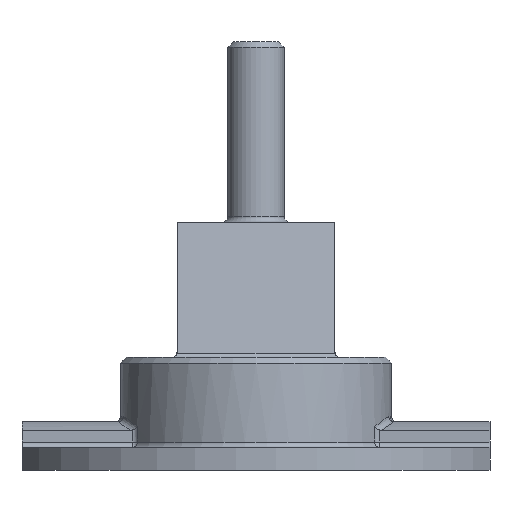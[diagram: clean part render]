
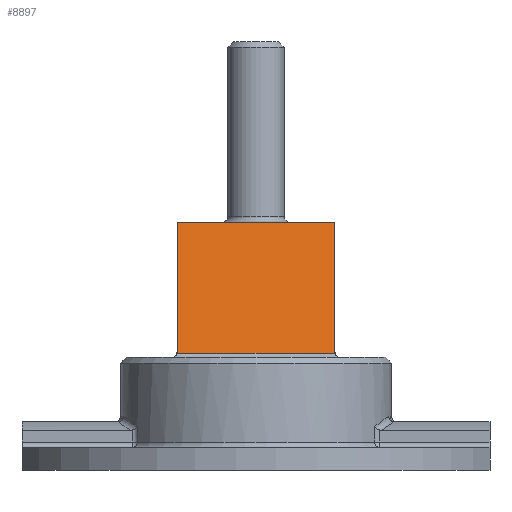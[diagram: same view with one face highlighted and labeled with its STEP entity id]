
A CAD part, front view. The second image highlights one B-rep face of the part: STEP entity #8897.
In plain terms, the highlighted planar face has unit normal (0, -0.976, 0.216).
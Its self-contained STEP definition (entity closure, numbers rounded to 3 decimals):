
#2781 = PLANE('',#2782);
#2782 = AXIS2_PLACEMENT_3D('',#2783,#2784,#2785);
#2783 = CARTESIAN_POINT('',(88.9,39.896,127.));
#2784 = DIRECTION('',(-1.,0.,0.));
#2785 = DIRECTION('',(0.,-1.,0.));
#6783 = PLANE('',#6784);
#6784 = AXIS2_PLACEMENT_3D('',#6785,#6786,#6787);
#6785 = CARTESIAN_POINT('',(-88.9,-84.582,127.)
  );
#6786 = DIRECTION('',(1.,0.,0.));
#6787 = DIRECTION('',(-0.,1.,0.));
#7796 = VERTEX_POINT('',#7797);
#7797 = CARTESIAN_POINT('',(-88.9,-50.796,279.4)
  );
#7806 = PLANE('',#7807);
#7807 = AXIS2_PLACEMENT_3D('',#7808,#7809,#7810);
#7808 = CARTESIAN_POINT('',(0.,0.,279.4));
#7809 = DIRECTION('',(0.,0.,1.));
#7810 = DIRECTION('',(1.,0.,-0.));
#7825 = EDGE_CURVE('',#7796,#7826,#7828,.T.);
#7826 = VERTEX_POINT('',#7827);
#7827 = CARTESIAN_POINT('',(88.9,-50.796,279.4)
  );
#7828 = SURFACE_CURVE('',#7829,(#7833,#7840),.PCURVE_S1.);
#7829 = LINE('',#7830,#7831);
#7830 = CARTESIAN_POINT('',(0.,-50.796,279.4));
#7831 = VECTOR('',#7832,1.);
#7832 = DIRECTION('',(1.,0.,0.));
#7833 = PCURVE('',#7806,#7834);
#7834 = DEFINITIONAL_REPRESENTATION('',(#7835),#7839);
#7835 = LINE('',#7836,#7837);
#7836 = CARTESIAN_POINT('',(0.,-50.796));
#7837 = VECTOR('',#7838,1.);
#7838 = DIRECTION('',(1.,0.));
#7839 = ( GEOMETRIC_REPRESENTATION_CONTEXT(2) 
PARAMETRIC_REPRESENTATION_CONTEXT() REPRESENTATION_CONTEXT('2D SPACE',''
  ) );
#7840 = PCURVE('',#7841,#7846);
#7841 = PLANE('',#7842);
#7842 = AXIS2_PLACEMENT_3D('',#7843,#7844,#7845);
#7843 = CARTESIAN_POINT('',(0.,-84.582,127.));
#7844 = DIRECTION('',(0.,-0.976,0.216));
#7845 = DIRECTION('',(-1.,0.,0.));
#7846 = DEFINITIONAL_REPRESENTATION('',(#7847),#7851);
#7847 = LINE('',#7848,#7849);
#7848 = CARTESIAN_POINT('',(0.,-156.1));
#7849 = VECTOR('',#7850,1.);
#7850 = DIRECTION('',(-1.,-0.));
#7851 = ( GEOMETRIC_REPRESENTATION_CONTEXT(2) 
PARAMETRIC_REPRESENTATION_CONTEXT() REPRESENTATION_CONTEXT('2D SPACE',''
  ) );
#8541 = CYLINDRICAL_SURFACE('',#8542,6.35);
#8542 = AXIS2_PLACEMENT_3D('',#8543,#8544,#8545);
#8543 = CARTESIAN_POINT('',(0.,-89.678,
    133.35));
#8544 = DIRECTION('',(-1.,0.,0.));
#8545 = DIRECTION('',(0.,0.976,-0.216));
#8569 = CYLINDRICAL_SURFACE('',#8570,6.35);
#8570 = AXIS2_PLACEMENT_3D('',#8571,#8572,#8573);
#8571 = CARTESIAN_POINT('',(-95.25,0.,
    133.35));
#8572 = DIRECTION('',(-0.,1.,0.));
#8573 = DIRECTION('',(1.,0.,0.));
#8716 = CYLINDRICAL_SURFACE('',#8717,6.35);
#8717 = AXIS2_PLACEMENT_3D('',#8718,#8719,#8720);
#8718 = CARTESIAN_POINT('',(95.25,0.,
    133.35));
#8719 = DIRECTION('',(0.,-1.,0.));
#8720 = DIRECTION('',(-1.,0.,0.));
#8734 = VERTEX_POINT('',#8735);
#8735 = CARTESIAN_POINT('',(88.9,-83.174,133.35)
  );
#8780 = EDGE_CURVE('',#8734,#7826,#8781,.T.);
#8781 = SURFACE_CURVE('',#8782,(#8786,#8793),.PCURVE_S1.);
#8782 = LINE('',#8783,#8784);
#8783 = CARTESIAN_POINT('',(88.9,-66.985,206.375));
#8784 = VECTOR('',#8785,1.);
#8785 = DIRECTION('',(0.,0.216,0.976));
#8786 = PCURVE('',#2781,#8787);
#8787 = DEFINITIONAL_REPRESENTATION('',(#8788),#8792);
#8788 = LINE('',#8789,#8790);
#8789 = CARTESIAN_POINT('',(106.881,79.375));
#8790 = VECTOR('',#8791,1.);
#8791 = DIRECTION('',(-0.216,0.976));
#8792 = ( GEOMETRIC_REPRESENTATION_CONTEXT(2) 
PARAMETRIC_REPRESENTATION_CONTEXT() REPRESENTATION_CONTEXT('2D SPACE',''
  ) );
#8793 = PCURVE('',#7841,#8794);
#8794 = DEFINITIONAL_REPRESENTATION('',(#8795),#8799);
#8795 = LINE('',#8796,#8797);
#8796 = CARTESIAN_POINT('',(-88.9,-81.302));
#8797 = VECTOR('',#8798,1.);
#8798 = DIRECTION('',(0.,-1.));
#8799 = ( GEOMETRIC_REPRESENTATION_CONTEXT(2) 
PARAMETRIC_REPRESENTATION_CONTEXT() REPRESENTATION_CONTEXT('2D SPACE',''
  ) );
#8817 = VERTEX_POINT('',#8818);
#8818 = CARTESIAN_POINT('',(-88.9,-83.174,133.35)
  );
#8841 = EDGE_CURVE('',#8817,#7796,#8842,.T.);
#8842 = SURFACE_CURVE('',#8843,(#8847,#8854),.PCURVE_S1.);
#8843 = LINE('',#8844,#8845);
#8844 = CARTESIAN_POINT('',(-88.9,-66.985,206.375)
  );
#8845 = VECTOR('',#8846,1.);
#8846 = DIRECTION('',(0.,0.216,0.976));
#8847 = PCURVE('',#6783,#8848);
#8848 = DEFINITIONAL_REPRESENTATION('',(#8849),#8853);
#8849 = LINE('',#8850,#8851);
#8850 = CARTESIAN_POINT('',(17.597,79.375));
#8851 = VECTOR('',#8852,1.);
#8852 = DIRECTION('',(0.216,0.976));
#8853 = ( GEOMETRIC_REPRESENTATION_CONTEXT(2) 
PARAMETRIC_REPRESENTATION_CONTEXT() REPRESENTATION_CONTEXT('2D SPACE',''
  ) );
#8854 = PCURVE('',#7841,#8855);
#8855 = DEFINITIONAL_REPRESENTATION('',(#8856),#8860);
#8856 = LINE('',#8857,#8858);
#8857 = CARTESIAN_POINT('',(88.9,-81.302));
#8858 = VECTOR('',#8859,1.);
#8859 = DIRECTION('',(0.,-1.));
#8860 = ( GEOMETRIC_REPRESENTATION_CONTEXT(2) 
PARAMETRIC_REPRESENTATION_CONTEXT() REPRESENTATION_CONTEXT('2D SPACE',''
  ) );
#8897 = ADVANCED_FACE('',(#8898),#7841,.T.);
#8898 = FACE_BOUND('',#8899,.T.);
#8899 = EDGE_LOOP('',(#8900,#8924,#8925,#8926,#8927,#8951));
#8900 = ORIENTED_EDGE('',*,*,#8901,.F.);
#8901 = EDGE_CURVE('',#8734,#8902,#8904,.T.);
#8902 = VERTEX_POINT('',#8903);
#8903 = CARTESIAN_POINT('',(89.051,-83.479,131.976)
  );
#8904 = SURFACE_CURVE('',#8905,(#8910,#8918),.PCURVE_S1.);
#8905 = B_SPLINE_CURVE_WITH_KNOTS('',3,(#8906,#8907,#8908,#8909),
  .UNSPECIFIED.,.F.,.F.,(4,4),(0.,2.006),
  .PIECEWISE_BEZIER_KNOTS.);
#8906 = CARTESIAN_POINT('',(88.9,-83.174,133.35)
  );
#8907 = CARTESIAN_POINT('',(88.9,-83.277,132.888)
  );
#8908 = CARTESIAN_POINT('',(88.95,-83.379,132.427)
  );
#8909 = CARTESIAN_POINT('',(89.051,-83.479,131.976)
  );
#8910 = PCURVE('',#7841,#8911);
#8911 = DEFINITIONAL_REPRESENTATION('',(#8912),#8917);
#8912 = B_SPLINE_CURVE_WITH_KNOTS('',3,(#8913,#8914,#8915,#8916),
  .UNSPECIFIED.,.F.,.F.,(4,4),(0.,2.006),
  .PIECEWISE_BEZIER_KNOTS.);
#8913 = CARTESIAN_POINT('',(-88.9,-6.504));
#8914 = CARTESIAN_POINT('',(-88.9,-6.031));
#8915 = CARTESIAN_POINT('',(-88.95,-5.559));
#8916 = CARTESIAN_POINT('',(-89.051,-5.096));
#8917 = ( GEOMETRIC_REPRESENTATION_CONTEXT(2) 
PARAMETRIC_REPRESENTATION_CONTEXT() REPRESENTATION_CONTEXT('2D SPACE',''
  ) );
#8918 = PCURVE('',#8716,#8919);
#8919 = DEFINITIONAL_REPRESENTATION('',(#8920),#8923);
#8920 = B_SPLINE_CURVE_WITH_KNOTS('',1,(#8921,#8922),.UNSPECIFIED.,.F.,
  .F.,(2,2),(0.,2.006),.PIECEWISE_BEZIER_KNOTS.);
#8921 = CARTESIAN_POINT('',(0.,83.174));
#8922 = CARTESIAN_POINT('',(0.218,83.479));
#8923 = ( GEOMETRIC_REPRESENTATION_CONTEXT(2) 
PARAMETRIC_REPRESENTATION_CONTEXT() REPRESENTATION_CONTEXT('2D SPACE',''
  ) );
#8924 = ORIENTED_EDGE('',*,*,#8780,.T.);
#8925 = ORIENTED_EDGE('',*,*,#7825,.F.);
#8926 = ORIENTED_EDGE('',*,*,#8841,.F.);
#8927 = ORIENTED_EDGE('',*,*,#8928,.T.);
#8928 = EDGE_CURVE('',#8817,#8929,#8931,.T.);
#8929 = VERTEX_POINT('',#8930);
#8930 = CARTESIAN_POINT('',(-89.051,-83.479,131.976)
  );
#8931 = SURFACE_CURVE('',#8932,(#8937,#8945),.PCURVE_S1.);
#8932 = B_SPLINE_CURVE_WITH_KNOTS('',3,(#8933,#8934,#8935,#8936),
  .UNSPECIFIED.,.F.,.F.,(4,4),(0.,2.006),
  .PIECEWISE_BEZIER_KNOTS.);
#8933 = CARTESIAN_POINT('',(-88.9,-83.174,133.35)
  );
#8934 = CARTESIAN_POINT('',(-88.9,-83.277,132.888)
  );
#8935 = CARTESIAN_POINT('',(-88.95,-83.379,132.427)
  );
#8936 = CARTESIAN_POINT('',(-89.051,-83.479,131.976)
  );
#8937 = PCURVE('',#7841,#8938);
#8938 = DEFINITIONAL_REPRESENTATION('',(#8939),#8944);
#8939 = B_SPLINE_CURVE_WITH_KNOTS('',3,(#8940,#8941,#8942,#8943),
  .UNSPECIFIED.,.F.,.F.,(4,4),(0.,2.006),
  .PIECEWISE_BEZIER_KNOTS.);
#8940 = CARTESIAN_POINT('',(88.9,-6.504));
#8941 = CARTESIAN_POINT('',(88.9,-6.031));
#8942 = CARTESIAN_POINT('',(88.95,-5.559));
#8943 = CARTESIAN_POINT('',(89.051,-5.096));
#8944 = ( GEOMETRIC_REPRESENTATION_CONTEXT(2) 
PARAMETRIC_REPRESENTATION_CONTEXT() REPRESENTATION_CONTEXT('2D SPACE',''
  ) );
#8945 = PCURVE('',#8569,#8946);
#8946 = DEFINITIONAL_REPRESENTATION('',(#8947),#8950);
#8947 = B_SPLINE_CURVE_WITH_KNOTS('',1,(#8948,#8949),.UNSPECIFIED.,.F.,
  .F.,(2,2),(0.,2.006),.PIECEWISE_BEZIER_KNOTS.);
#8948 = CARTESIAN_POINT('',(0.,-83.174));
#8949 = CARTESIAN_POINT('',(0.218,-83.479));
#8950 = ( GEOMETRIC_REPRESENTATION_CONTEXT(2) 
PARAMETRIC_REPRESENTATION_CONTEXT() REPRESENTATION_CONTEXT('2D SPACE',''
  ) );
#8951 = ORIENTED_EDGE('',*,*,#8952,.F.);
#8952 = EDGE_CURVE('',#8902,#8929,#8953,.T.);
#8953 = SURFACE_CURVE('',#8954,(#8958,#8965),.PCURVE_S1.);
#8954 = LINE('',#8955,#8956);
#8955 = CARTESIAN_POINT('',(0.,-83.479,
    131.976));
#8956 = VECTOR('',#8957,1.);
#8957 = DIRECTION('',(-1.,0.,0.));
#8958 = PCURVE('',#7841,#8959);
#8959 = DEFINITIONAL_REPRESENTATION('',(#8960),#8964);
#8960 = LINE('',#8961,#8962);
#8961 = CARTESIAN_POINT('',(0.,-5.096));
#8962 = VECTOR('',#8963,1.);
#8963 = DIRECTION('',(1.,0.));
#8964 = ( GEOMETRIC_REPRESENTATION_CONTEXT(2) 
PARAMETRIC_REPRESENTATION_CONTEXT() REPRESENTATION_CONTEXT('2D SPACE',''
  ) );
#8965 = PCURVE('',#8541,#8966);
#8966 = DEFINITIONAL_REPRESENTATION('',(#8967),#8971);
#8967 = LINE('',#8968,#8969);
#8968 = CARTESIAN_POINT('',(0.,0.));
#8969 = VECTOR('',#8970,1.);
#8970 = DIRECTION('',(0.,1.));
#8971 = ( GEOMETRIC_REPRESENTATION_CONTEXT(2) 
PARAMETRIC_REPRESENTATION_CONTEXT() REPRESENTATION_CONTEXT('2D SPACE',''
  ) );
